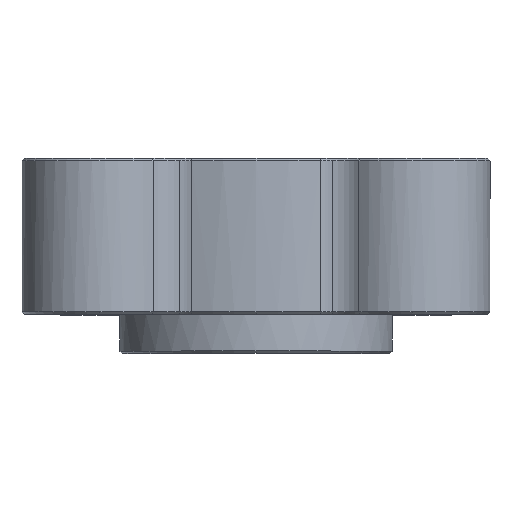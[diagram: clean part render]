
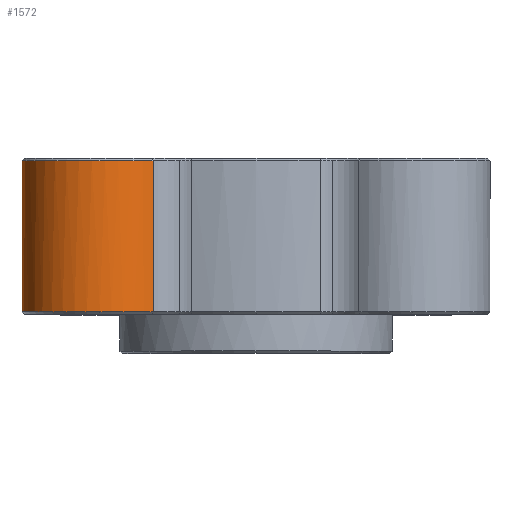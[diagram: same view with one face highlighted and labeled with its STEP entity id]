
A CAD part, top view. The second image highlights one B-rep face of the part: STEP entity #1572.
In plain terms, the highlighted cylindrical face has radius 4 mm (diameter 8 mm), a partial arc.
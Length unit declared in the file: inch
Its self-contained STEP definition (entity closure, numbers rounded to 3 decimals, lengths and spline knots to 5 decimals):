
#182 = EDGE_CURVE ( 'NONE', #29222, #22366, #20587, .T. ) ;
#383 = DIRECTION ( 'NONE',  ( 0., 0., 1. ) ) ;
#782 = EDGE_LOOP ( 'NONE', ( #29231, #22387, #1544, #1718, #19502 ) ) ;
#823 = LINE ( 'NONE', #24387, #30727 ) ;
#1518 = LINE ( 'NONE', #5695, #27494 ) ;
#1544 = ORIENTED_EDGE ( 'NONE', *, *, #19294, .T. ) ;
#1572 = ADVANCED_FACE ( 'NONE', ( #26803 ), #16625, .T. ) ;
#1718 = ORIENTED_EDGE ( 'NONE', *, *, #25696, .T. ) ;
#2098 = AXIS2_PLACEMENT_3D ( 'NONE', #8489, #18569, #23477 ) ;
#4414 = CARTESIAN_POINT ( 'NONE',  ( -0.20778, 0.34941, 0.43034 ) ) ;
#5054 = CIRCLE ( 'NONE', #7351, 0.15748 ) ;
#5695 = CARTESIAN_POINT ( 'NONE',  ( -0.20778, 0.35433, 0.43034 ) ) ;
#7351 = AXIS2_PLACEMENT_3D ( 'NONE', #29163, #14133, #11898 ) ;
#7575 = CARTESIAN_POINT ( 'NONE',  ( -0.31496, 0.04429, 0.47244 ) ) ;
#8076 = CARTESIAN_POINT ( 'NONE',  ( -0.31496, 0.34941, 0.31496 ) ) ;
#8200 = VERTEX_POINT ( 'NONE', #17469 ) ;
#8489 = CARTESIAN_POINT ( 'NONE',  ( -0.31496, 0.04429, 0.31496 ) ) ;
#8832 = EDGE_CURVE ( 'NONE', #31719, #11295, #5054, .T. ) ;
#9405 = EDGE_CURVE ( 'NONE', #29222, #11295, #1518, .T. ) ;
#11295 = VERTEX_POINT ( 'NONE', #11867 ) ;
#11867 = CARTESIAN_POINT ( 'NONE',  ( -0.20778, 0.04429, 0.43034 ) ) ;
#11898 = DIRECTION ( 'NONE',  ( 0., 0., 1. ) ) ;
#14133 = DIRECTION ( 'NONE',  ( 0., 1., 0. ) ) ;
#14434 = DIRECTION ( 'NONE',  ( 0., -1., 0. ) ) ;
#16467 = CIRCLE ( 'NONE', #2098, 0.15748 ) ;
#16625 = CYLINDRICAL_SURFACE ( 'NONE', #18289, 0.15748 ) ;
#17469 = CARTESIAN_POINT ( 'NONE',  ( -0.43034, 0.04429, 0.20778 ) ) ;
#18289 = AXIS2_PLACEMENT_3D ( 'NONE', #29460, #14434, #31932 ) ;
#18503 = DIRECTION ( 'NONE',  ( 0., -1., 0. ) ) ;
#18569 = DIRECTION ( 'NONE',  ( 0., 1., 0. ) ) ;
#19294 = EDGE_CURVE ( 'NONE', #22366, #8200, #823, .T. ) ;
#19502 = ORIENTED_EDGE ( 'NONE', *, *, #8832, .T. ) ;
#20587 = CIRCLE ( 'NONE', #27914, 0.15748 ) ;
#22366 = VERTEX_POINT ( 'NONE', #32362 ) ;
#22387 = ORIENTED_EDGE ( 'NONE', *, *, #182, .T. ) ;
#23477 = DIRECTION ( 'NONE',  ( 0., 0., 1. ) ) ;
#24387 = CARTESIAN_POINT ( 'NONE',  ( -0.43034, 0.35433, 0.20778 ) ) ;
#25696 = EDGE_CURVE ( 'NONE', #8200, #31719, #16467, .T. ) ;
#26803 = FACE_OUTER_BOUND ( 'NONE', #782, .T. ) ;
#27494 = VECTOR ( 'NONE', #30984, 39.37008 ) ;
#27914 = AXIS2_PLACEMENT_3D ( 'NONE', #8076, #18503, #383 ) ;
#29163 = CARTESIAN_POINT ( 'NONE',  ( -0.31496, 0.04429, 0.31496 ) ) ;
#29222 = VERTEX_POINT ( 'NONE', #4414 ) ;
#29231 = ORIENTED_EDGE ( 'NONE', *, *, #9405, .F. ) ;
#29460 = CARTESIAN_POINT ( 'NONE',  ( -0.31496, 0.35433, 0.31496 ) ) ;
#29732 = DIRECTION ( 'NONE',  ( 0., -1., 0. ) ) ;
#30727 = VECTOR ( 'NONE', #29732, 39.37008 ) ;
#30984 = DIRECTION ( 'NONE',  ( 0., -1., 0. ) ) ;
#31719 = VERTEX_POINT ( 'NONE', #7575 ) ;
#31932 = DIRECTION ( 'NONE',  ( 0., 0., -1. ) ) ;
#32362 = CARTESIAN_POINT ( 'NONE',  ( -0.43034, 0.34941, 0.20778 ) ) ;
